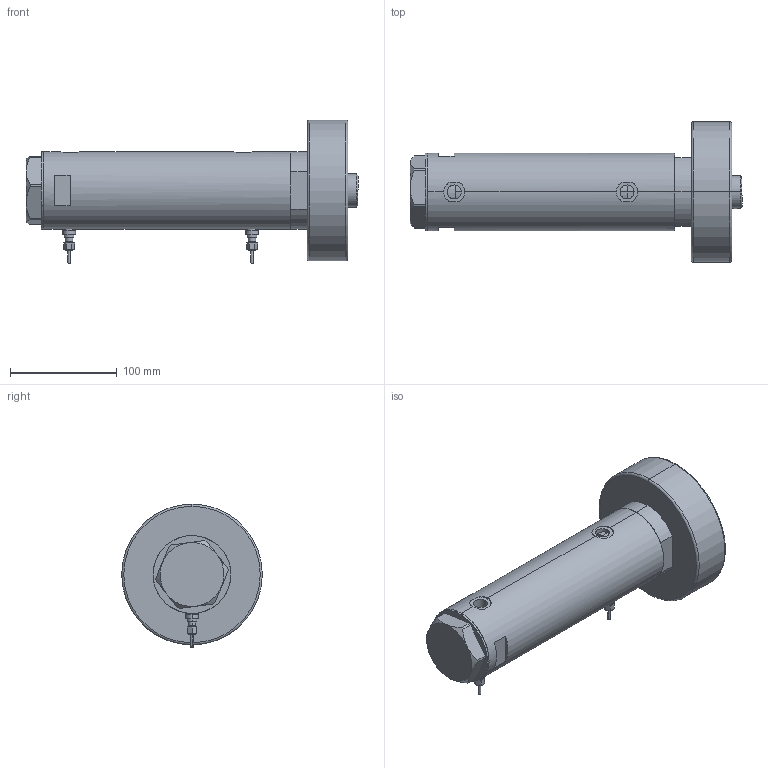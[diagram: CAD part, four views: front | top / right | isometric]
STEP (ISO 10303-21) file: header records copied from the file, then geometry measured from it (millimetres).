
FILE_DESCRIPTION (( 'STEP AP203' ), '1' );
FILE_NAME ('1308.STEP', '2022-04-15T04:48:26', ( '' ), ( '' ), 'SwSTEP 2.0', 'SolidWorks 2019', '' );
FILE_SCHEMA (( 'CONFIG_CONTROL_DESIGN' ));
Length unit declared in the file: millimetre
Products named in the file (7): V270CG_VC f938edfa3ed5b9f048e06a909782c1e0; V270CG_FRONT f938edfa3ed5b9f048e06a909782c1e0; 1308; V270CG_BACK f938edfa3ed5b9f048e06a909782c1e0; V270CG_SWITCH f938edfa3ed5b9f048e06a909782c1e0; V270CG_271C f938edfa3ed5b9f048e06a909782c1e0; V270CG_MIDDLE f938edfa3ed5b9f048e06a909782c1e0
Assembly tree (7 placements, depth 2):
  1308
    V270CG_MIDDLE f938edfa3ed5b9f048e06a909782c1e0
    V270CG_BACK f938edfa3ed5b9f048e06a909782c1e0
    V270CG_FRONT f938edfa3ed5b9f048e06a909782c1e0
    V270CG_VC f938edfa3ed5b9f048e06a909782c1e0
    V270CG_271C f938edfa3ed5b9f048e06a909782c1e0
    V270CG_SWITCH f938edfa3ed5b9f048e06a909782c1e0  x2
Bounding box: 311.52 x 132 x 134.8 mm (x, y, z)
Volume: 1489388.4 mm3; surface area: 222356 mm2
Topology: 7 solids, 7 shells, 241 faces, 530 edges, 321 vertices
Faces by surface type: cylinder 83, plane 80, cone 48, torus 28, bspline 2
Entity records: 6841 total; most frequent: CARTESIAN_POINT 1846, DIRECTION 944, ORIENTED_EDGE 840, EDGE_CURVE 420, AXIS2_PLACEMENT_3D 397, VERTEX_POINT 257, EDGE_LOOP 215, CIRCLE 200
